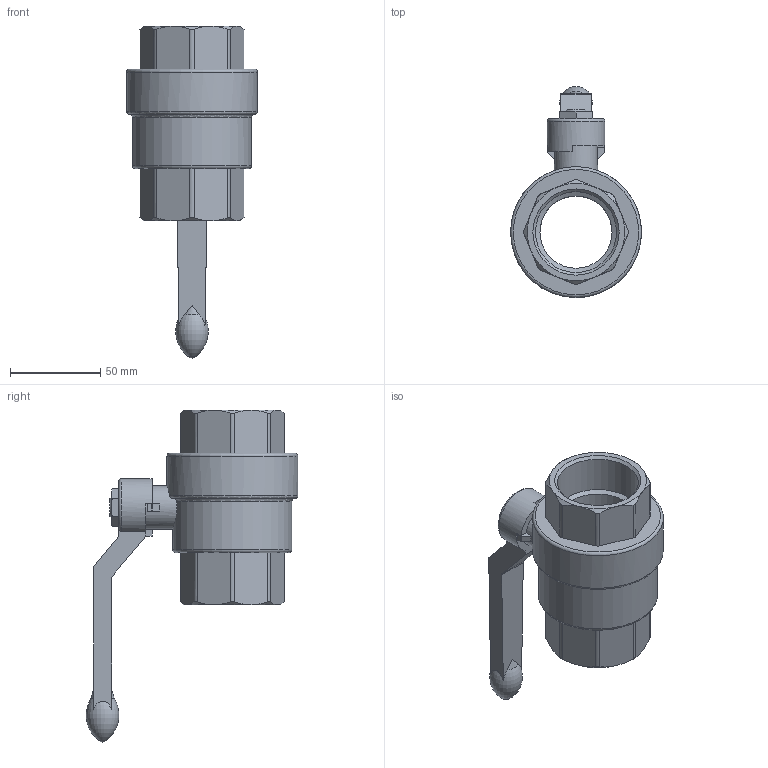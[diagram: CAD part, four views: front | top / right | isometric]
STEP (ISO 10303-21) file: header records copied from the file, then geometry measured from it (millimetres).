
FILE_DESCRIPTION(/* description */ ('STEP AP214'),/* implementation_level */ '2;1');
FILE_NAME(/* name */ '4405691_VZBM-11_2-RP-40-D-2-M-B2B3',/* time_stamp */ '2024-09-18T02:37:10+02:00',/* author */ ('License CC BY-ND 4.0'),/* organization */ ('CADENAS'),/* preprocessor_version */ 'ST-DEVELOPER v19.3',/* originating_system */ 'PARTsolutions',/* authorisation */ ' ');
FILE_SCHEMA (('AUTOMOTIVE_DESIGN {1 0 10303 214 3 1 1}'));
Length unit declared in the file: millimetre
Products named in the file (1): 4405691 VZBM-11/2-RP-40-D-2-M-B2B3
Bounding box: 72.5 x 117.23 x 184 mm (x, y, z)
Volume: 223932 mm3; surface area: 50276.5 mm2
Topology: 1 solids, 1 shells, 126 faces, 320 edges, 202 vertices
Faces by surface type: plane 55, cone 33, cylinder 28, torus 9, sphere 1
Full cylindrical faces by diameter (mm): 22 x1, 24 x1, 40 x1, 44.845 x2, 66 x1, 72.5 x1
Entity records: 3779 total; most frequent: CARTESIAN_POINT 935, ORIENTED_EDGE 590, DIRECTION 550, EDGE_CURVE 295, AXIS2_PLACEMENT_3D 218, VERTEX_POINT 194, EDGE_LOOP 151, FACE_BOUND 151
